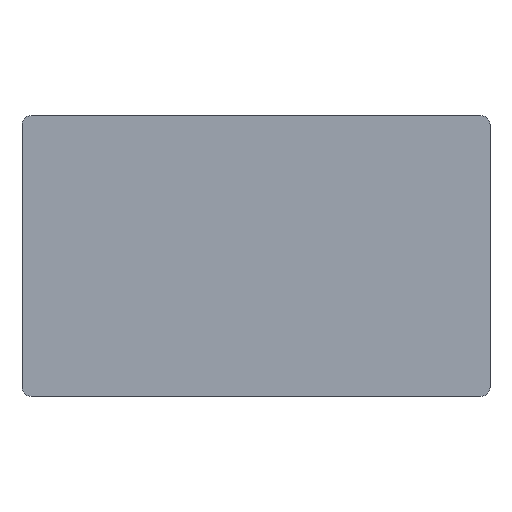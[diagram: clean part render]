
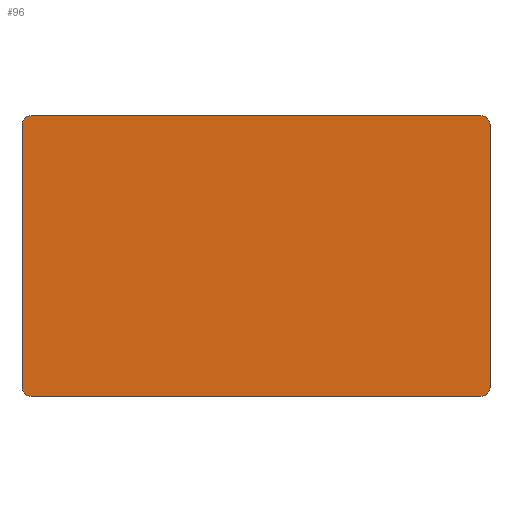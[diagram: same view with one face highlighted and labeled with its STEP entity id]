
A CAD part, front view. The second image highlights one B-rep face of the part: STEP entity #96.
In plain terms, the highlighted planar face has unit normal (0, -1, 0).
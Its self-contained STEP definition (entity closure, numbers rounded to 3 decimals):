
#96 = ADVANCED_FACE( '', ( #189 ), #190, .T. );
#189 = FACE_OUTER_BOUND( '', #275, .T. );
#190 = PLANE( '', #276 );
#275 = EDGE_LOOP( '', ( #499, #500, #501, #502, #503, #504, #505, #506 ) );
#276 = AXIS2_PLACEMENT_3D( '', #507, #508, #509 );
#499 = ORIENTED_EDGE( '', *, *, #618, .T. );
#500 = ORIENTED_EDGE( '', *, *, #612, .T. );
#501 = ORIENTED_EDGE( '', *, *, #576, .T. );
#502 = ORIENTED_EDGE( '', *, *, #615, .T. );
#503 = ORIENTED_EDGE( '', *, *, #606, .T. );
#504 = ORIENTED_EDGE( '', *, *, #557, .T. );
#505 = ORIENTED_EDGE( '', *, *, #580, .T. );
#506 = ORIENTED_EDGE( '', *, *, #553, .T. );
#507 = CARTESIAN_POINT( '', ( 0., 0., 0. ) );
#508 = DIRECTION( '', ( 0., -1., 0. ) );
#509 = DIRECTION( '', ( 0., 0., -1. ) );
#553 = EDGE_CURVE( '', #669, #667, #670, .T. );
#557 = EDGE_CURVE( '', #675, #673, #676, .T. );
#576 = EDGE_CURVE( '', #707, #708, #709, .T. );
#580 = EDGE_CURVE( '', #673, #669, #713, .T. );
#606 = EDGE_CURVE( '', #745, #675, #746, .T. );
#612 = EDGE_CURVE( '', #752, #707, #753, .T. );
#615 = EDGE_CURVE( '', #708, #745, #756, .T. );
#618 = EDGE_CURVE( '', #667, #752, #759, .T. );
#667 = VERTEX_POINT( '', #826 );
#669 = VERTEX_POINT( '', #829 );
#670 = CIRCLE( '', #830, 0.2 );
#673 = VERTEX_POINT( '', #834 );
#675 = VERTEX_POINT( '', #837 );
#676 = CIRCLE( '', #838, 0.2 );
#707 = VERTEX_POINT( '', #884 );
#708 = VERTEX_POINT( '', #885 );
#709 = LINE( '', #886, #887 );
#713 = LINE( '', #893, #894 );
#745 = VERTEX_POINT( '', #942 );
#746 = LINE( '', #943, #944 );
#752 = VERTEX_POINT( '', #952 );
#753 = CIRCLE( '', #953, 0.2 );
#756 = CIRCLE( '', #957, 0.2 );
#759 = LINE( '', #960, #961 );
#826 = CARTESIAN_POINT( '', ( -4.8, 0., -3. ) );
#829 = CARTESIAN_POINT( '', ( -5., 0., -2.8 ) );
#830 = AXIS2_PLACEMENT_3D( '', #995, #996, #997 );
#834 = CARTESIAN_POINT( '', ( -5., 0., 2.8 ) );
#837 = CARTESIAN_POINT( '', ( -4.8, 0., 3. ) );
#838 = AXIS2_PLACEMENT_3D( '', #1000, #1001, #1002 );
#884 = CARTESIAN_POINT( '', ( 5., 0., -2.8 ) );
#885 = CARTESIAN_POINT( '', ( 5., 0., 2.8 ) );
#886 = CARTESIAN_POINT( '', ( 5., 0., -3. ) );
#887 = VECTOR( '', #1018, 1000. );
#893 = CARTESIAN_POINT( '', ( -5., 0., 3. ) );
#894 = VECTOR( '', #1021, 1000. );
#942 = CARTESIAN_POINT( '', ( 4.8, 0., 3. ) );
#943 = CARTESIAN_POINT( '', ( 5., 0., 3. ) );
#944 = VECTOR( '', #1038, 1000. );
#952 = CARTESIAN_POINT( '', ( 4.8, 0., -3. ) );
#953 = AXIS2_PLACEMENT_3D( '', #1041, #1042, #1043 );
#957 = AXIS2_PLACEMENT_3D( '', #1045, #1046, #1047 );
#960 = CARTESIAN_POINT( '', ( -5., 0., -3. ) );
#961 = VECTOR( '', #1048, 1000. );
#995 = CARTESIAN_POINT( '', ( -4.8, 0., -2.8 ) );
#996 = DIRECTION( '', ( 0., -1., 0. ) );
#997 = DIRECTION( '', ( 0., 0., -1. ) );
#1000 = CARTESIAN_POINT( '', ( -4.8, 0., 2.8 ) );
#1001 = DIRECTION( '', ( 0., -1., 0. ) );
#1002 = DIRECTION( '', ( 0., 0., -1. ) );
#1018 = DIRECTION( '', ( 0., 0., 1. ) );
#1021 = DIRECTION( '', ( 0., 0., -1. ) );
#1038 = DIRECTION( '', ( -1., 0., 0. ) );
#1041 = CARTESIAN_POINT( '', ( 4.8, 0., -2.8 ) );
#1042 = DIRECTION( '', ( 0., -1., 0. ) );
#1043 = DIRECTION( '', ( 0., 0., -1. ) );
#1045 = CARTESIAN_POINT( '', ( 4.8, 0., 2.8 ) );
#1046 = DIRECTION( '', ( 0., -1., 0. ) );
#1047 = DIRECTION( '', ( 0., 0., -1. ) );
#1048 = DIRECTION( '', ( 1., 0., 0. ) );
